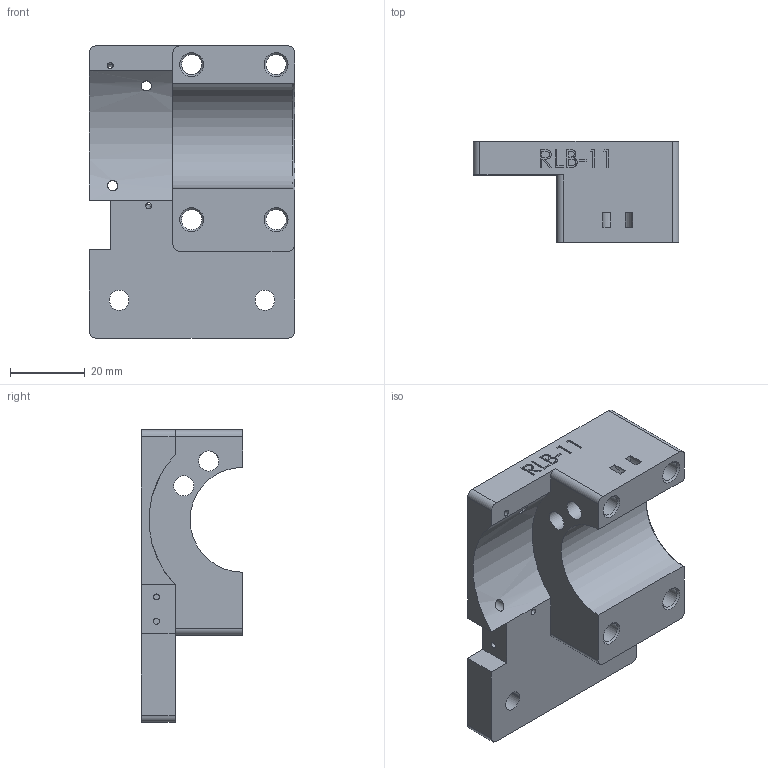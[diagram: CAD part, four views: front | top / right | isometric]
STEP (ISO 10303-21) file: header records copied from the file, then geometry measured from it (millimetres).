
FILE_DESCRIPTION(/* description */ ('STEP AP242 Edition 2','CAx-IF Rec.Pracs.---Representation and Presentation of Product Manufacturing Information (PMI)---4.0---2014-10-13','CAx-IF Rec.Pracs.---3D Tessellated Geometry---0.4---2014-09-14','2;1','CAx-IF Rec.Pracs.---User Defined Attributes---1.5---2016-08-15'),/* implementation_level */ '2;1');
FILE_NAME(/* name */ '69242149d3afa62b402b155e',/* time_stamp */ '2025-11-24T09:11:38Z',/* author */ (''),/* organization */ (''),/* preprocessor_version */ 'ST-DEVELOPER v20',/* originating_system */ 'ONSHAPE BY PTC INC, 1.207',/* authorisation */ ' ');
FILE_SCHEMA (('AP242_MANAGED_MODEL_BASED_3D_ENGINEERING_MIM_LF { 1 0 10303 442 3 1 4 }'));
Length unit declared in the file: metre
Products named in the file (1): rel_base_plate_Lock Actuator Base Plate
Bounding box: 54.9 x 27 x 78 mm (x, y, z)
Volume: 51557.6 mm3; surface area: 17037.4 mm2
Topology: 1 solids, 1 shells, 130 faces, 345 edges, 230 vertices
Faces by surface type: plane 76, cylinder 29, bspline 16, cone 9
Full cylindrical faces by diameter (mm): 1.6 x4, 2.5 x2, 2.7 x2, 5.4 x6
Entity records: 5124 total; most frequent: CARTESIAN_POINT 2007, ORIENTED_EDGE 626, DIRECTION 571, EDGE_CURVE 313, VERTEX_POINT 222, LINE 213, VECTOR 213, EDGE_LOOP 197
